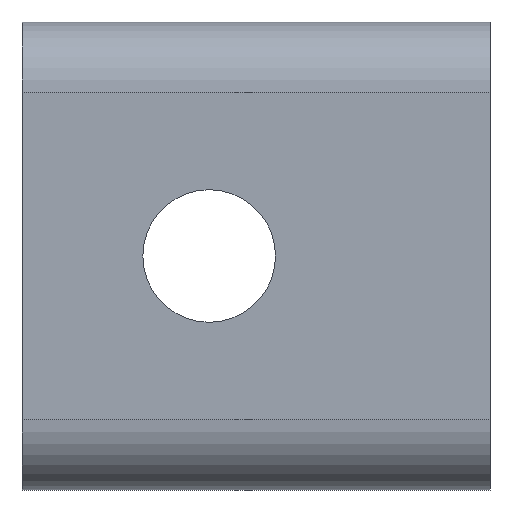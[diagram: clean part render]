
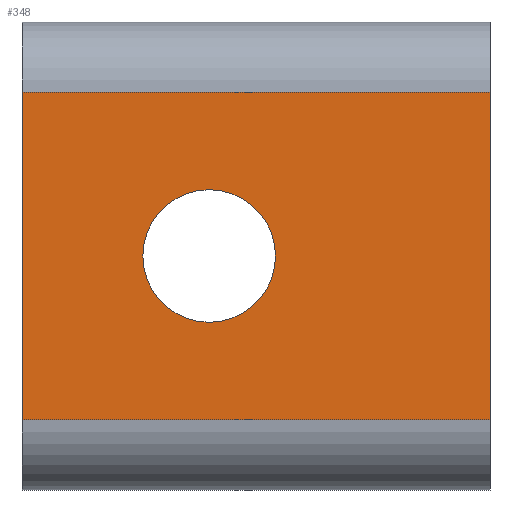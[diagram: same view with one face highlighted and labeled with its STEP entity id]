
A CAD part, front view. The second image highlights one B-rep face of the part: STEP entity #348.
In plain terms, the highlighted planar face has unit normal (0, -1, 0).
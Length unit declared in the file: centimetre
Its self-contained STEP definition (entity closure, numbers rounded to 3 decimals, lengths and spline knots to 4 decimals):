
#18=FACE_BOUND('',#69,.T.);
#30=CIRCLE('',#378,0.425);
#45=FACE_OUTER_BOUND('',#68,.T.);
#68=EDGE_LOOP('',(#265,#266,#267,#268));
#69=EDGE_LOOP('',(#269));
#100=LINE('',#542,#136);
#101=LINE('',#545,#137);
#102=LINE('',#547,#138);
#103=LINE('',#548,#139);
#136=VECTOR('',#440,3.);
#137=VECTOR('',#443,2.1);
#138=VECTOR('',#444,2.1);
#139=VECTOR('',#445,3.);
#165=VERTEX_POINT('',#524);
#167=VERTEX_POINT('',#532);
#169=VERTEX_POINT('',#544);
#170=VERTEX_POINT('',#546);
#171=VERTEX_POINT('',#549);
#202=EDGE_CURVE('',#165,#167,#100,.T.);
#203=EDGE_CURVE('',#169,#165,#101,.T.);
#204=EDGE_CURVE('',#170,#167,#102,.T.);
#205=EDGE_CURVE('',#170,#169,#103,.T.);
#206=EDGE_CURVE('',#171,#171,#30,.T.);
#265=ORIENTED_EDGE('',*,*,#203,.T.);
#266=ORIENTED_EDGE('',*,*,#202,.T.);
#267=ORIENTED_EDGE('',*,*,#204,.F.);
#268=ORIENTED_EDGE('',*,*,#205,.T.);
#269=ORIENTED_EDGE('',*,*,#206,.F.);
#328=PLANE('',#377);
#348=ADVANCED_FACE('',(#45,#18),#328,.T.);
#377=AXIS2_PLACEMENT_3D('',#543,#441,#442);
#378=AXIS2_PLACEMENT_3D('',#550,#446,#447);
#440=DIRECTION('',(1.,0.,0.));
#441=DIRECTION('center_axis',(0.,-1.,0.));
#442=DIRECTION('ref_axis',(1.,0.,0.));
#443=DIRECTION('',(0.,0.,-1.));
#444=DIRECTION('',(0.,0.,-1.));
#445=DIRECTION('',(-1.,0.,0.));
#446=DIRECTION('center_axis',(0.,-1.,0.));
#447=DIRECTION('ref_axis',(-1.,0.,0.));
#524=CARTESIAN_POINT('',(-3.,0.,-1.05));
#532=CARTESIAN_POINT('',(0.,0.,-1.05));
#542=CARTESIAN_POINT('',(-3.,0.,-1.05));
#543=CARTESIAN_POINT('Origin',(-3.,0.,-1.5));
#544=CARTESIAN_POINT('',(-3.,0.,1.05));
#545=CARTESIAN_POINT('',(-3.,0.,1.05));
#546=CARTESIAN_POINT('',(0.,0.,1.05));
#547=CARTESIAN_POINT('',(0.,0.,1.05));
#548=CARTESIAN_POINT('',(0.,0.,1.05));
#549=CARTESIAN_POINT('',(-1.375,0.,0.));
#550=CARTESIAN_POINT('Origin',(-1.8,0.,0.));
